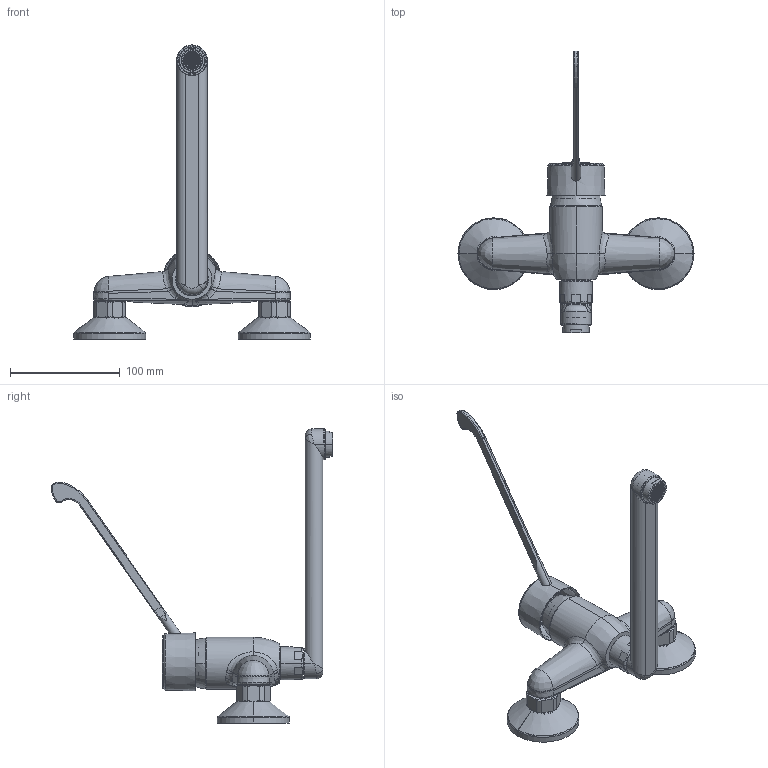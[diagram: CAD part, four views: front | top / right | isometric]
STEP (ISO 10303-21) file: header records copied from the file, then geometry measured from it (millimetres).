
FILE_DESCRIPTION((''),'2;1');
FILE_NAME('NT302CR','2021-11-10T13:34:21',('ut3'),('PAFFONI SpA'),'CREO PARAMETRIC BY PTC INC, 2020044','CREO PARAMETRIC BY PTC INC, 2020044','');
FILE_SCHEMA(('CONFIG_CONTROL_DESIGN','SHAPE_APPEARANCE_LAYERS_GROUPS'));
Products named in the file (1): NT302CR
Bounding box: 215.5 x 257.28 x 268.5 mm (x, y, z)
Volume: 194472.5 mm3; surface area: 165508.3 mm2
Topology: 6 solids, 18 shells, 3178 faces, 8938 edges, 5777 vertices
Faces by surface type: plane 2235, cylinder 495, torus 172, cone 122, bspline 107, sphere 43, extrusion 4
Entity records: 127312 total; most frequent: CARTESIAN_POINT 30726, ORIENTED_EDGE 17814, DIRECTION 16751, EDGE_CURVE 8907, VERTEX_POINT 5777, AXIS2_PLACEMENT_3D 5648, VECTOR 5455, LINE 5451
